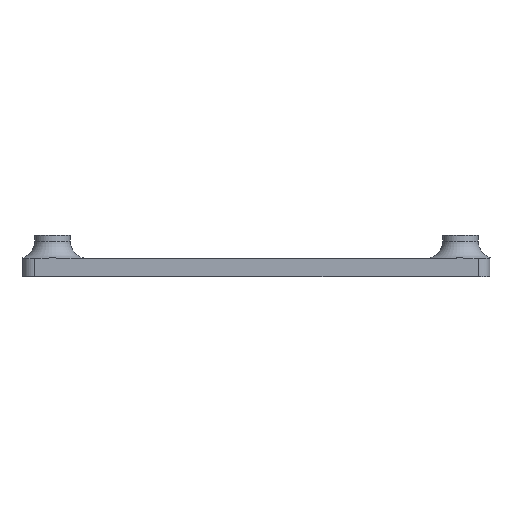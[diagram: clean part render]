
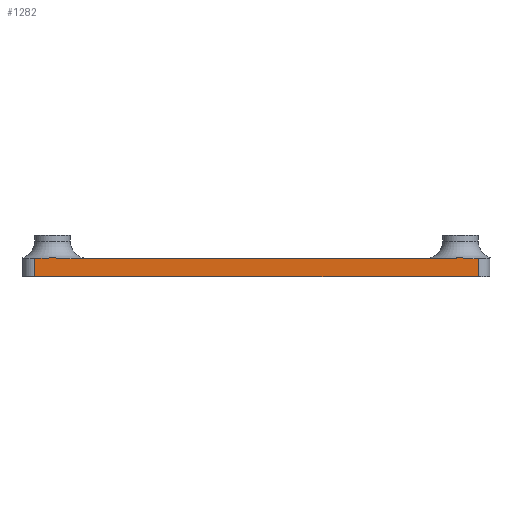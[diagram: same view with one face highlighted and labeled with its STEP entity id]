
A CAD part, left-side view. The second image highlights one B-rep face of the part: STEP entity #1282.
In plain terms, the highlighted planar face has unit normal (-1, 0, 0).
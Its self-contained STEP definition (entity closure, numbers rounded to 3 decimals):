
#90=LINE('',#1958,#178);
#114=LINE('',#2200,#202);
#132=LINE('',#2278,#220);
#133=LINE('',#2279,#221);
#178=VECTOR('',#1528,10.);
#202=VECTOR('',#1670,10.);
#220=VECTOR('',#1738,10.);
#221=VECTOR('',#1739,10.);
#273=PLANE('',#1440);
#316=FACE_OUTER_BOUND('',#415,.T.);
#415=EDGE_LOOP('',(#1057,#1058,#1059,#1060,#1061,#1062));
#469=B_SPLINE_CURVE_WITH_KNOTS('',3,(#1907,#1908,#1909,#1910,#1911,#1912,
#1913,#1914,#1915,#1916),.UNSPECIFIED.,.F.,.F.,(4,2,2,2,4),(1.393,
1.491,1.704,1.918,1.986),
 .UNSPECIFIED.);
#486=B_SPLINE_CURVE_WITH_KNOTS('',3,(#2154,#2155,#2156,#2157,#2158,#2159,
#2160,#2161,#2162,#2163),.UNSPECIFIED.,.F.,.F.,(4,2,2,2,4),(1.423,
1.491,1.704,1.918,2.016),
 .UNSPECIFIED.);
#571=VERTEX_POINT('',#1904);
#572=VERTEX_POINT('',#1906);
#583=VERTEX_POINT('',#1956);
#635=VERTEX_POINT('',#2149);
#642=VERTEX_POINT('',#2186);
#648=VERTEX_POINT('',#2198);
#696=EDGE_CURVE('',#571,#572,#469,.T.);
#709=EDGE_CURVE('',#583,#571,#90,.T.);
#773=EDGE_CURVE('',#583,#635,#486,.F.);
#790=EDGE_CURVE('',#648,#642,#114,.T.);
#829=EDGE_CURVE('',#642,#635,#132,.T.);
#830=EDGE_CURVE('',#572,#648,#133,.T.);
#1057=ORIENTED_EDGE('',*,*,#829,.F.);
#1058=ORIENTED_EDGE('',*,*,#790,.F.);
#1059=ORIENTED_EDGE('',*,*,#830,.F.);
#1060=ORIENTED_EDGE('',*,*,#696,.F.);
#1061=ORIENTED_EDGE('',*,*,#709,.F.);
#1062=ORIENTED_EDGE('',*,*,#773,.T.);
#1282=ADVANCED_FACE('',(#316),#273,.T.);
#1440=AXIS2_PLACEMENT_3D('',#2277,#1736,#1737);
#1528=DIRECTION('',(0.,-1.,0.));
#1670=DIRECTION('',(0.,1.,0.));
#1736=DIRECTION('center_axis',(-1.,0.,0.));
#1737=DIRECTION('ref_axis',(0.,1.,0.));
#1738=DIRECTION('',(0.,0.,1.));
#1739=DIRECTION('',(0.,0.,-1.));
#1904=CARTESIAN_POINT('',(-45.49,-30.155,-2.641));
#1906=CARTESIAN_POINT('',(-45.49,-36.472,-2.636));
#1907=CARTESIAN_POINT('Ctrl Pts',(-45.49,-30.155,-2.641));
#1908=CARTESIAN_POINT('Ctrl Pts',(-45.49,-30.482,-2.641));
#1909=CARTESIAN_POINT('Ctrl Pts',(-45.49,-30.873,-2.621));
#1910=CARTESIAN_POINT('Ctrl Pts',(-45.49,-31.909,-2.547));
#1911=CARTESIAN_POINT('Ctrl Pts',(-45.49,-32.76,-2.469));
#1912=CARTESIAN_POINT('Ctrl Pts',(-45.49,-34.184,-2.469));
#1913=CARTESIAN_POINT('Ctrl Pts',(-45.49,-35.035,-2.547));
#1914=CARTESIAN_POINT('Ctrl Pts',(-45.49,-35.971,-2.614));
#1915=CARTESIAN_POINT('Ctrl Pts',(-45.49,-36.227,-2.629));
#1916=CARTESIAN_POINT('Ctrl Pts',(-45.49,-36.472,-2.636));
#1956=CARTESIAN_POINT('',(-45.49,32.211,-2.641));
#1958=CARTESIAN_POINT('',(-45.49,-38.472,-2.641));
#2149=CARTESIAN_POINT('',(-45.49,38.528,-2.636));
#2154=CARTESIAN_POINT('Ctrl Pts',(-45.49,38.528,-2.636));
#2155=CARTESIAN_POINT('Ctrl Pts',(-45.49,38.283,-2.629));
#2156=CARTESIAN_POINT('Ctrl Pts',(-45.49,38.027,-2.614));
#2157=CARTESIAN_POINT('Ctrl Pts',(-45.49,37.091,-2.547));
#2158=CARTESIAN_POINT('Ctrl Pts',(-45.49,36.24,-2.469));
#2159=CARTESIAN_POINT('Ctrl Pts',(-45.49,34.816,-2.469));
#2160=CARTESIAN_POINT('Ctrl Pts',(-45.49,33.965,-2.547));
#2161=CARTESIAN_POINT('Ctrl Pts',(-45.49,32.929,-2.621));
#2162=CARTESIAN_POINT('Ctrl Pts',(-45.49,32.538,-2.641));
#2163=CARTESIAN_POINT('Ctrl Pts',(-45.49,32.211,-2.641));
#2186=CARTESIAN_POINT('',(-45.49,38.528,-5.691));
#2198=CARTESIAN_POINT('',(-45.49,-36.472,-5.691));
#2200=CARTESIAN_POINT('',(-45.49,-38.472,-5.691));
#2277=CARTESIAN_POINT('Origin',(-45.49,-38.472,-2.691));
#2278=CARTESIAN_POINT('',(-45.49,38.528,-2.691));
#2279=CARTESIAN_POINT('',(-45.49,-36.472,-2.691));
